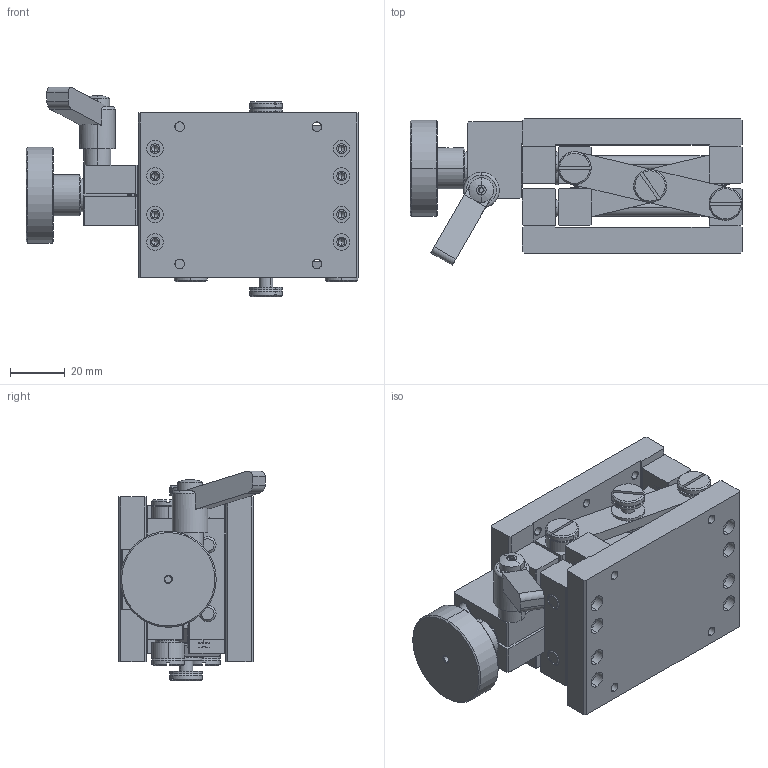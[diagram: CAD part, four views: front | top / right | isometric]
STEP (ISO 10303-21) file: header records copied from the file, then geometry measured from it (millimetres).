
FILE_DESCRIPTION (( 'STEP AP203' ), '1' );
FILE_NAME ('518350.STEP', '2022-05-12T05:37:25', ( '' ), ( '' ), 'SwSTEP 2.0', 'SolidWorks 2020', '' );
FILE_SCHEMA (( 'CONFIG_CONTROL_DESIGN' ));
Length unit declared in the file: millimetre
Products named in the file (1): 518350
Bounding box: 121 x 53.35 x 76.39 mm (x, y, z)
Volume: 188802.1 mm3; surface area: 70427.3 mm2
Topology: 6 solids, 6 shells, 930 faces, 2154 edges, 1338 vertices
Faces by surface type: cylinder 366, plane 323, cone 235, bspline 4, torus 2
Entity records: 26957 total; most frequent: CARTESIAN_POINT 5033, DIRECTION 4929, ORIENTED_EDGE 4240, EDGE_CURVE 2120, AXIS2_PLACEMENT_3D 1942, VERTEX_POINT 1338, EDGE_LOOP 1126, LINE 1045
